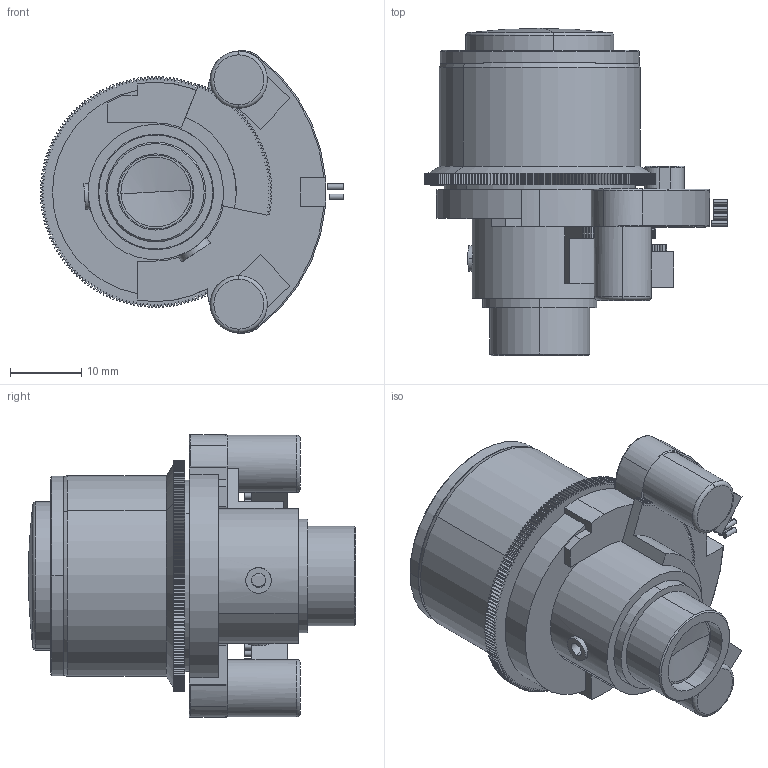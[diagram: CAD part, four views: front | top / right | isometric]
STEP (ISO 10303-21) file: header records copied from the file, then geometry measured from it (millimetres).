
FILE_DESCRIPTION (( 'STEP AP214' ), '1' );
FILE_NAME ('LP0335_motorized_lens_2.8-12mm.STEP', '2016-06-08T07:21:16', ( 'zveris' ), ( '' ), 'SwSTEP 2.0', 'SolidWorks 2015', '' );
FILE_SCHEMA (( 'AUTOMOTIVE_DESIGN' ));
Length unit declared in the file: millimetre
Products named in the file (10): Part2; Part1; LP0335_motorized_lens_2.8-12mm; Part10; Part9; Part8; Part7; Part6; Part5; Part4
Assembly tree (9 placements, depth 2):
  LP0335_motorized_lens_2.8-12mm
    Part1
    Part2
    Part4
    Part5
    Part6
    Part7
    Part8
    Part9
    Part10
Bounding box: 42.58 x 45.93 x 39.68 mm (x, y, z)
Volume: 15455 mm3; surface area: 18670.4 mm2
Topology: 17 solids, 17 shells, 998 faces, 2793 edges, 1851 vertices
Faces by surface type: plane 590, cylinder 370, torus 24, cone 8, sphere 6
Entity records: 33288 total; most frequent: CARTESIAN_POINT 5975, DIRECTION 5597, ORIENTED_EDGE 5586, EDGE_CURVE 2793, LINE 1963, VECTOR 1963, VERTEX_POINT 1851, AXIS2_PLACEMENT_3D 1817
